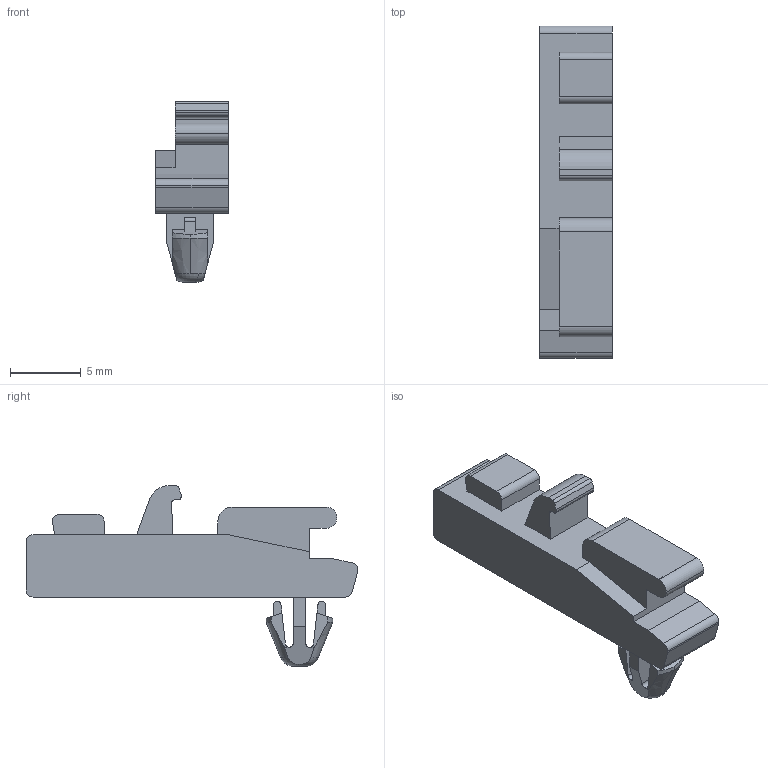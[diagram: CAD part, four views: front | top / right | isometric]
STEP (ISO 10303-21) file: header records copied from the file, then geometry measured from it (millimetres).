
FILE_DESCRIPTION(('CATIA V5R22 STEP214','CAx-IF Rec.Pracs.--- Model Styling and Organization---1.4--- 2014-01-23'),'2;1');
FILE_NAME ('D1458899_2', '2021-12-09T07:44:03+00:00', ('Weidmueller Interface'), ('Weidmueller'), 'CATIA Version 5-6 Release 2016 SP3 HF44', 'CATIA V5 STEP AP214', 'none');
FILE_SCHEMA(('AUTOMOTIVE_DESIGN { 1 0 10303 214 1 1 1 1 }'));
Length unit declared in the file: millimetre
Products named in the file (1): 1908560000
Bounding box: 5.1 x 23.45 x 12.77 mm (x, y, z)
Volume: 615.6 mm3; surface area: 661.8 mm2
Topology: 1 solids, 1 shells, 77 faces, 223 edges, 149 vertices
Faces by surface type: plane 47, cylinder 24, cone 4, torus 2
Entity records: 2722 total; most frequent: CARTESIAN_POINT 634, ORIENTED_EDGE 446, DIRECTION 351, EDGE_CURVE 223, VECTOR 149, LINE 149, VERTEX_POINT 149, AXIS2_PLACEMENT_3D 126
